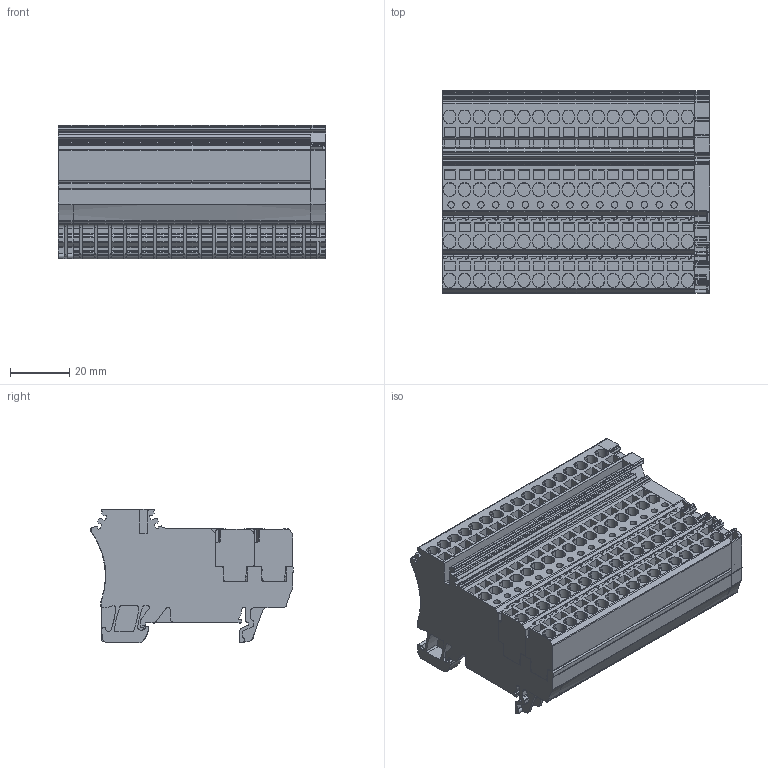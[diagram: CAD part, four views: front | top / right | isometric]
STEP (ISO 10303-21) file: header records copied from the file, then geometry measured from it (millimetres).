
FILE_DESCRIPTION(('CATIA V5R22 STEP214','CAx-IF Rec.Pracs.--- Model Styling and Organization---1.4--- 2014-01-23'),'2;1');
FILE_NAME ('018892-1_2_1692640000_1692640000.stp','2022-01-17T12:22:31+00:00',('none'),('Weidmueller'),'CATIA Version 5-6 Release 2016 SP3 HF44','CATIA V5 STEP AP214','none');
FILE_SCHEMA(('AUTOMOTIVE_DESIGN { 1 0 10303 214 1 1 1 1 }'));
Products named in the file (1): 1692640000
Bounding box: 90 x 68.15 x 45.05 mm (x, y, z)
Volume: 168869.2 mm3; surface area: 72800.3 mm2
Topology: 4 solids, 4 shells, 5061 faces, 15485 edges, 10634 vertices
Faces by surface type: plane 3358, cylinder 1595, extrusion 108
Entity records: 174726 total; most frequent: CARTESIAN_POINT 39306, ORIENTED_EDGE 30970, DIRECTION 23308, EDGE_CURVE 15485, VECTOR 11634, LINE 11526, VERTEX_POINT 10634, AXIS2_PLACEMENT_3D 7282
